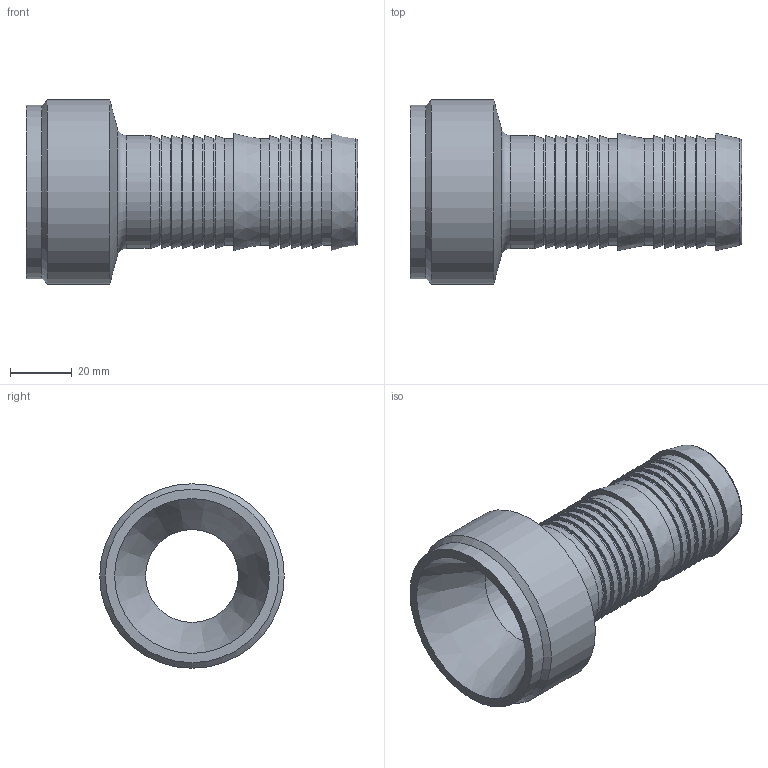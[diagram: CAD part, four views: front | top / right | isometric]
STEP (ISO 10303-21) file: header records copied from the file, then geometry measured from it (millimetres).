
FILE_DESCRIPTION(/* description */ ('EINSCHRAUBTÜLLE G 2"'),/* implementation_level */ '2;1');
FILE_NAME(/* name */ 'mst_50_35t.stp',/* time_stamp */ '2020-04-22T09:05:52+02:00',/* author */ ('ertl'),/* organization */ (''),/* preprocessor_version */ 'ST-DEVELOPER v17',/* originating_system */ 'Autodesk Inventor 2018',/* authorisation */ '67617,43 mm^3');
FILE_SCHEMA (('AUTOMOTIVE_DESIGN { 1 0 10303 214 3 1 1 }'));
Length unit declared in the file: millimetre
Products named in the file (1): MST-50/35T-F
Bounding box: 107 x 59.61 x 59.61 mm (x, y, z)
Volume: 67617.4 mm3; surface area: 29001.7 mm2
Topology: 1 solids, 1 shells, 52 faces, 143 edges, 106 vertices
Faces by surface type: cone 18, cylinder 17, plane 15, torus 2
Full cylindrical faces by diameter (mm): 30 x1, 34.5 x13, 36.5 x1, 56 x1, 59.614 x1
Entity records: 1873 total; most frequent: DIRECTION 357, CARTESIAN_POINT 302, ORIENTED_EDGE 286, AXIS2_PLACEMENT_3D 161, EDGE_CURVE 143, CIRCLE 108, VERTEX_POINT 106, EDGE_LOOP 67
